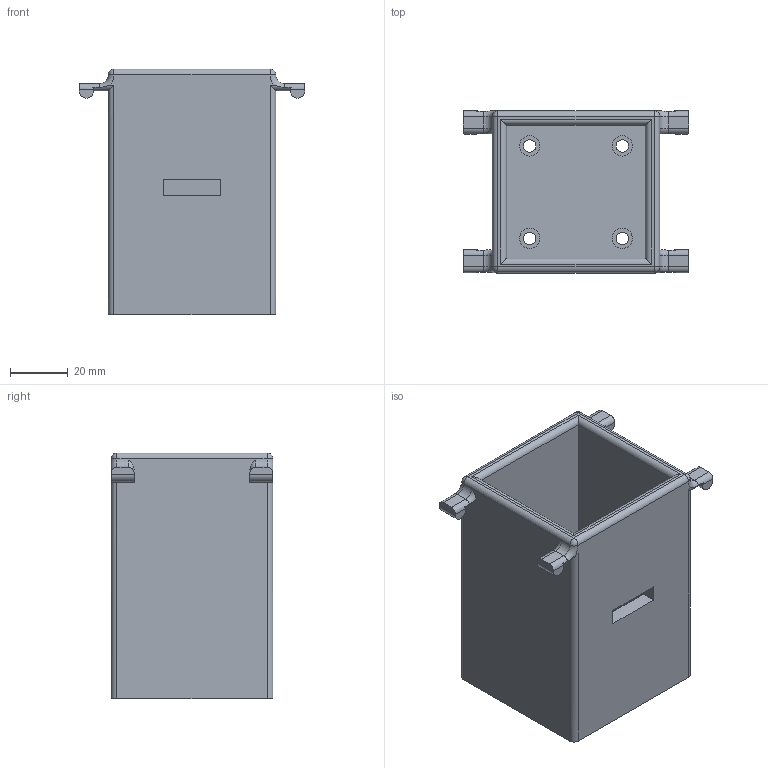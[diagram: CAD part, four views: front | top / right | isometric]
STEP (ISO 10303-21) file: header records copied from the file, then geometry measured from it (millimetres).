
FILE_DESCRIPTION(('Open CASCADE Model'),'2;1');
FILE_NAME('Open CASCADE Shape Model','2025-10-30T22:05:46',('Author'),( 'Open CASCADE'),'Open CASCADE STEP processor 7.8','Open CASCADE 7.8' ,'Unknown');
FILE_SCHEMA(('AUTOMOTIVE_DESIGN { 1 0 10303 214 1 1 1 1 }'));
Length unit declared in the file: millimetre
Products named in the file (1): Open CASCADE STEP translator 7.8 1
Bounding box: 78 x 56 x 85 mm (x, y, z)
Volume: 98615 mm3; surface area: 41496.6 mm2
Topology: 1 solids, 1 shells, 95 faces, 236 edges, 144 vertices
Faces by surface type: cylinder 44, plane 39, torus 8, sphere 4
Full cylindrical faces by diameter (mm): 4.3 x4, 7 x4
Entity records: 7540 total; most frequent: CARTESIAN_POINT 2970, DIRECTION 821, ORIENTED_EDGE 464, PCURVE 464, DEFINITIONAL_REPRESENTATION 464, LINE 441, VECTOR 441, EDGE_CURVE 232
